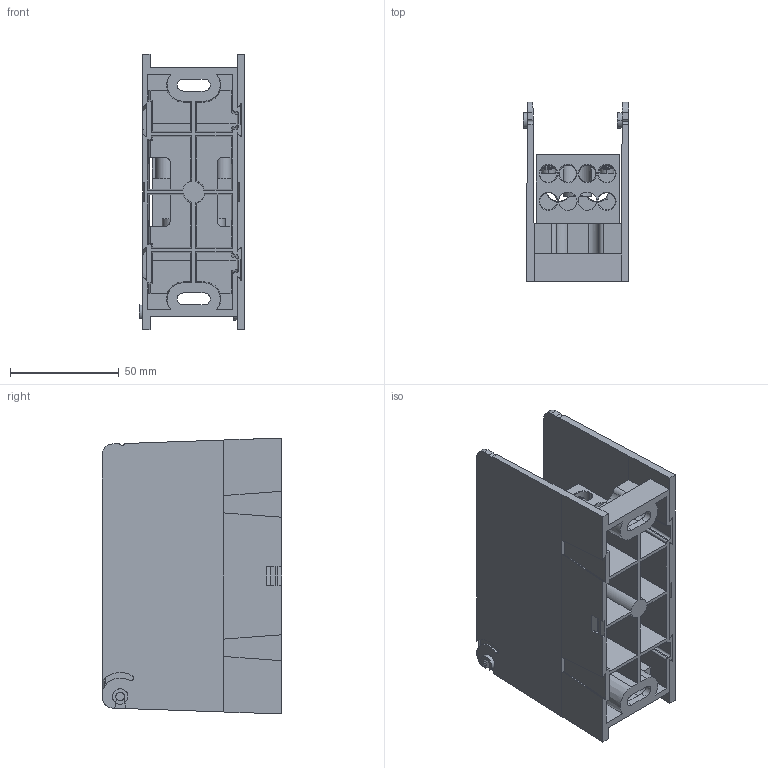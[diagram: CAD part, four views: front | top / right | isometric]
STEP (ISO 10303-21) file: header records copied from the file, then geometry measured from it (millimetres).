
FILE_DESCRIPTION (( 'STEP AP214' ), '1' );
FILE_NAME ('701966revA-1P.STEP', '2015-06-18T14:47:17', ( '' ), ( '' ), 'SwSTEP 2.0', 'SolidWorks 2014', '' );
FILE_SCHEMA (( 'AUTOMOTIVE_DESIGN' ));
Length unit declared in the file: inch
Products named in the file (1): 701966revA-1P
Bounding box: 48.6 x 82.55 x 127.01 mm (x, y, z)
Surface area: 76659.6 mm2 (no closed solid volume)
Topology: 0 solids, 19 shells, 339 faces, 1131 edges, 799 vertices
Faces by surface type: plane 178, cylinder 92, cone 69
Entity records: 20590 total; most frequent: CARTESIAN_POINT 6802, ORIENTED_EDGE 1877, DIRECTION 1780, EDGE_CURVE 1127, VERTEX_POINT 797, VECTOR 702, LINE 702, AXIS2_PLACEMENT_3D 539
